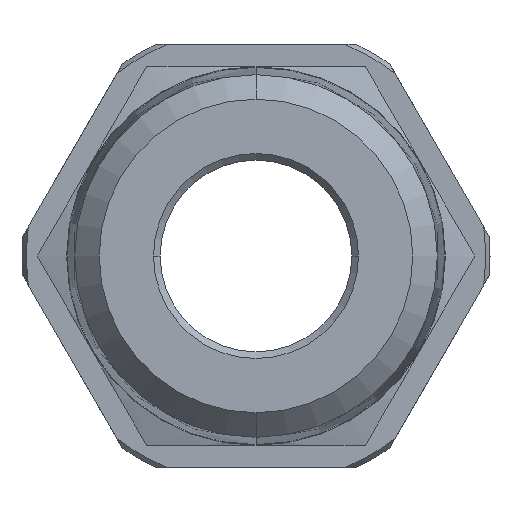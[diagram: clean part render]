
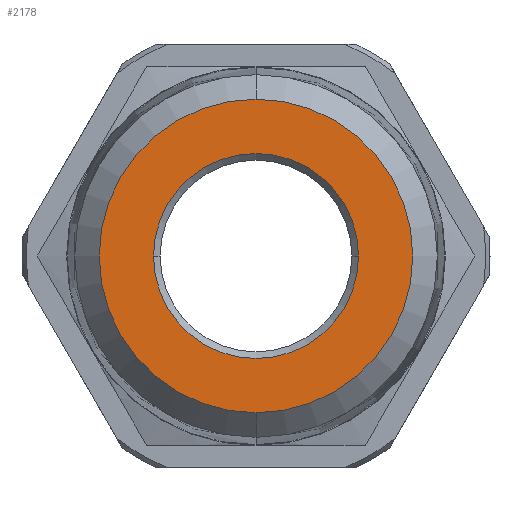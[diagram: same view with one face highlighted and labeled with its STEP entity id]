
A CAD part, front view. The second image highlights one B-rep face of the part: STEP entity #2178.
In plain terms, the highlighted planar face has unit normal (0, -1, 0).
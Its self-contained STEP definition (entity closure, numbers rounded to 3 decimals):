
#854=CARTESIAN_POINT('',(0.,-11.5,0.));
#855=DIRECTION('',(0.,1.,0.));
#856=DIRECTION('',(0.,0.,1.));
#857=AXIS2_PLACEMENT_3D('',#854,#855,#856);
#859=CARTESIAN_POINT('',(0.,-11.5,0.));
#860=DIRECTION('',(0.,1.,0.));
#861=DIRECTION('',(0.,0.,-1.));
#862=AXIS2_PLACEMENT_3D('',#859,#860,#861);
#864=CARTESIAN_POINT('',(0.,-11.5,0.));
#865=DIRECTION('',(0.,-1.,0.));
#866=DIRECTION('',(1.,0.,0.));
#867=AXIS2_PLACEMENT_3D('',#864,#865,#866);
#869=CARTESIAN_POINT('',(0.,-11.5,0.));
#870=DIRECTION('',(0.,-1.,0.));
#871=DIRECTION('',(-1.,0.,0.));
#872=AXIS2_PLACEMENT_3D('',#869,#870,#871);
#976=CARTESIAN_POINT('',(0.,-11.5,-7.035));
#977=VERTEX_POINT('',#976);
#978=CARTESIAN_POINT('',(0.,-11.5,7.035));
#979=VERTEX_POINT('',#978);
#984=CARTESIAN_POINT('',(4.6,-11.5,0.));
#985=VERTEX_POINT('',#984);
#986=CARTESIAN_POINT('',(-4.6,-11.5,0.));
#987=VERTEX_POINT('',#986);
#2163=CARTESIAN_POINT('',(0.,-11.5,0.));
#2164=DIRECTION('',(0.,1.,0.));
#2165=DIRECTION('',(0.,0.,1.));
#2166=AXIS2_PLACEMENT_3D('',#2163,#2164,#2165);
#2167=PLANE('',#2166);
#2169=ORIENTED_EDGE('',*,*,#2168,.T.);
#2171=ORIENTED_EDGE('',*,*,#2170,.T.);
#2172=EDGE_LOOP('',(#2169,#2171));
#2173=FACE_OUTER_BOUND('',#2172,.F.);
#2174=ORIENTED_EDGE('',*,*,#2145,.T.);
#2175=ORIENTED_EDGE('',*,*,#2156,.T.);
#2176=EDGE_LOOP('',(#2174,#2175));
#2177=FACE_BOUND('',#2176,.F.);
#2178=ADVANCED_FACE('',(#2173,#2177),#2167,.F.);
#858=CIRCLE('',#857,7.035);
#863=CIRCLE('',#862,7.035);
#868=CIRCLE('',#867,4.6);
#873=CIRCLE('',#872,4.6);
#2145=EDGE_CURVE('',#985,#987,#868,.T.);
#2156=EDGE_CURVE('',#987,#985,#873,.T.);
#2168=EDGE_CURVE('',#979,#977,#858,.T.);
#2170=EDGE_CURVE('',#977,#979,#863,.T.);
